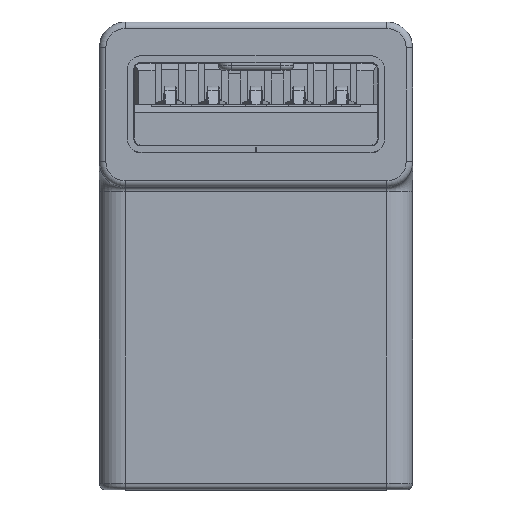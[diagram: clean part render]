
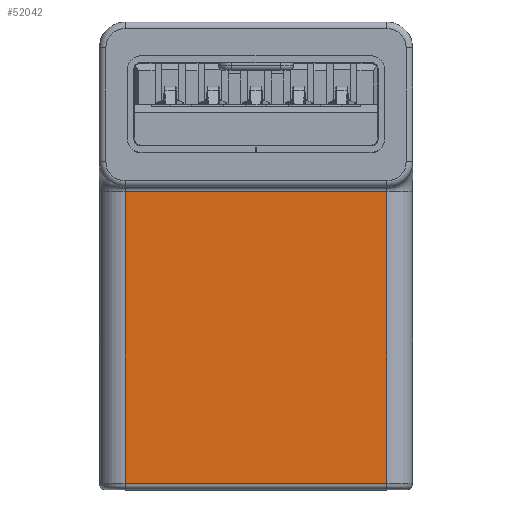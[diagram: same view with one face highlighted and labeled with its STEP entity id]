
A CAD part, top view. The second image highlights one B-rep face of the part: STEP entity #52042.
In plain terms, the highlighted face is planar.
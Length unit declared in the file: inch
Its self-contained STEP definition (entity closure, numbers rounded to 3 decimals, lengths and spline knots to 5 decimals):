
#1310 = ORIENTED_EDGE ( 'NONE', *, *, #48361, .F. ) ;
#1376 = EDGE_CURVE ( 'NONE', #4959, #12695, #38026, .T. ) ;
#2519 = CARTESIAN_POINT ( 'NONE',  ( -0.24016, 0.84646, -0.11811 ) ) ;
#4942 = LINE ( 'NONE', #34545, #31866 ) ;
#4959 = VERTEX_POINT ( 'NONE', #31594 ) ;
#5529 = VECTOR ( 'NONE', #47312, 39.37008 ) ;
#6454 = DIRECTION ( 'NONE',  ( 0., -1., 0. ) ) ;
#9412 = EDGE_LOOP ( 'NONE', ( #18065, #45258, #1310, #52563 ) ) ;
#10028 = FACE_OUTER_BOUND ( 'NONE', #9412, .T. ) ;
#12695 = VERTEX_POINT ( 'NONE', #33212 ) ;
#17429 = DIRECTION ( 'NONE',  ( -1., 0., 0. ) ) ;
#18065 = ORIENTED_EDGE ( 'NONE', *, *, #39044, .T. ) ;
#22629 = PLANE ( 'NONE',  #27751 ) ;
#23601 = VERTEX_POINT ( 'NONE', #2519 ) ;
#27751 = AXIS2_PLACEMENT_3D ( 'NONE', #31652, #52217, #6454 ) ;
#29235 = VECTOR ( 'NONE', #46316, 39.37008 ) ;
#29594 = CARTESIAN_POINT ( 'NONE',  ( 0.24016, 0.84646, -0.11811 ) ) ;
#30126 = DIRECTION ( 'NONE',  ( -1., 0., 0. ) ) ;
#31042 = VECTOR ( 'NONE', #17429, 39.37008 ) ;
#31594 = CARTESIAN_POINT ( 'NONE',  ( 0.24016, 0.31102, -0.11811 ) ) ;
#31652 = CARTESIAN_POINT ( 'NONE',  ( 0.2874, 0., -0.11811 ) ) ;
#31866 = VECTOR ( 'NONE', #30126, 39.37008 ) ;
#33212 = CARTESIAN_POINT ( 'NONE',  ( -0.24016, 0.31102, -0.11811 ) ) ;
#33788 = CARTESIAN_POINT ( 'NONE',  ( 0.24016, 0.84646, -0.11811 ) ) ;
#34545 = CARTESIAN_POINT ( 'NONE',  ( 0.24016, 0.84646, -0.11811 ) ) ;
#38026 = LINE ( 'NONE', #41837, #31042 ) ;
#38950 = EDGE_CURVE ( 'NONE', #51579, #23601, #4942, .T. ) ;
#39044 = EDGE_CURVE ( 'NONE', #51579, #4959, #50433, .T. ) ;
#39383 = LINE ( 'NONE', #52232, #5529 ) ;
#41837 = CARTESIAN_POINT ( 'NONE',  ( 0.24016, 0.31102, -0.11811 ) ) ;
#45258 = ORIENTED_EDGE ( 'NONE', *, *, #1376, .T. ) ;
#46316 = DIRECTION ( 'NONE',  ( 0., -1., 0. ) ) ;
#47312 = DIRECTION ( 'NONE',  ( 0., -1., 0. ) ) ;
#48361 = EDGE_CURVE ( 'NONE', #23601, #12695, #39383, .T. ) ;
#50433 = LINE ( 'NONE', #29594, #29235 ) ;
#51579 = VERTEX_POINT ( 'NONE', #33788 ) ;
#52042 = ADVANCED_FACE ( 'NONE', ( #10028 ), #22629, .T. ) ;
#52217 = DIRECTION ( 'NONE',  ( 0., 0., -1. ) ) ;
#52232 = CARTESIAN_POINT ( 'NONE',  ( -0.24016, 0.84646, -0.11811 ) ) ;
#52563 = ORIENTED_EDGE ( 'NONE', *, *, #38950, .F. ) ;
